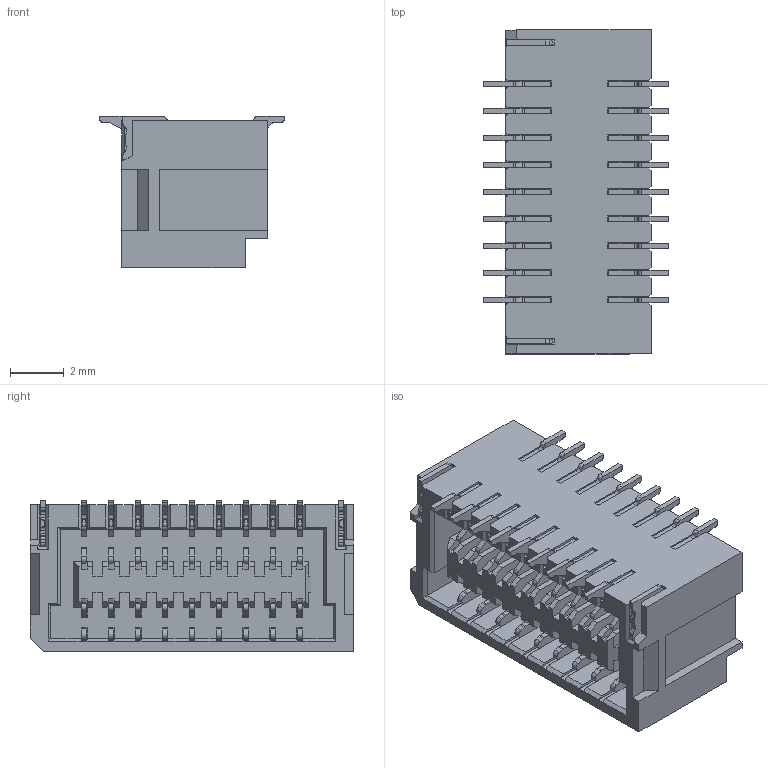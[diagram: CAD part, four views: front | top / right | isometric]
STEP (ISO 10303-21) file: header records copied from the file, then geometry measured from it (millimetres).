
FILE_DESCRIPTION (( 'STEP AP203' ), '1' );
FILE_NAME ('FWF10013-D18B83NAM.STEP', '2025-11-21T03:41:45', ( '' ), ( '' ), 'SwSTEP 2.0', 'SolidWorks 2021', '' );
FILE_SCHEMA (( 'CONFIG_CONTROL_DESIGN' ));
Products named in the file (1): FWF10013-D18B83NAM
Bounding box: 6.86 x 12 x 5.62 mm (x, y, z)
Volume: 233 mm3; surface area: 1009.4 mm2
Topology: 1 solids, 10 shells, 2156 faces, 6680 edges, 4386 vertices
Faces by surface type: plane 1591, bspline 565
Entity records: 83382 total; most frequent: CARTESIAN_POINT 28278, ORIENTED_EDGE 13360, DIRECTION 8646, EDGE_CURVE 6680, VECTOR 5462, LINE 5462, VERTEX_POINT 4386, EDGE_LOOP 2226
